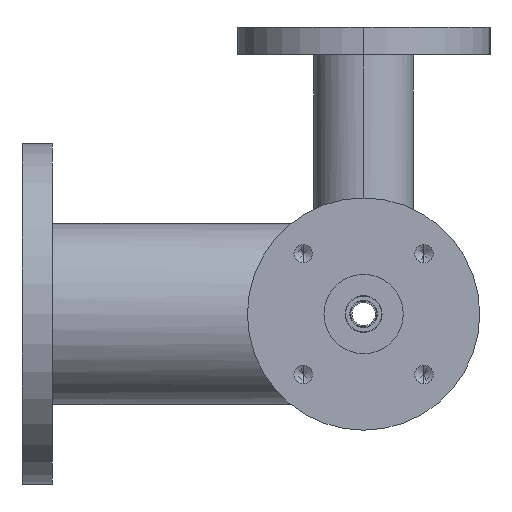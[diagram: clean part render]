
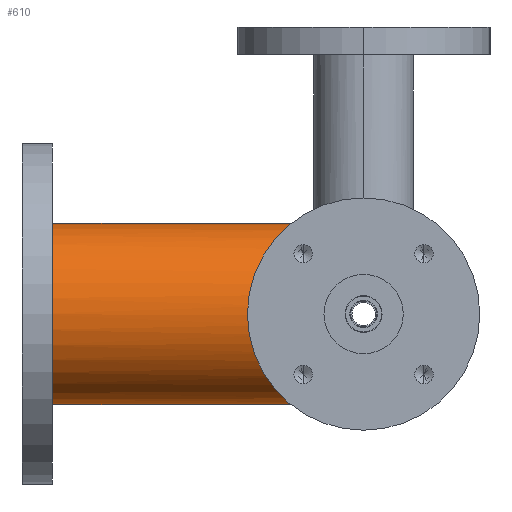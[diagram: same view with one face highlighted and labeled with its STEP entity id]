
A CAD part, left-side view. The second image highlights one B-rep face of the part: STEP entity #610.
In plain terms, the highlighted cylindrical face has radius 66.5 mm (diameter 133 mm), a partial arc.
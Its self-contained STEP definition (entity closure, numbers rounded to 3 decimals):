
#9 = DIRECTION ( 'NONE',  ( 0., -1., 0. ) ) ;
#293 = DIRECTION ( 'NONE',  ( 0., -1., 0. ) ) ;
#370 = CARTESIAN_POINT ( 'NONE',  ( -117.5, 245., -66.5 ) ) ;
#452 = VERTEX_POINT ( 'NONE', #576 ) ;
#576 = CARTESIAN_POINT ( 'NONE',  ( -117.5, 245., 66.5 ) ) ;
#610 = ADVANCED_FACE ( 'NONE', ( #6872 ), #4609, .T. ) ;
#806 = VECTOR ( 'NONE', #293, 1000. ) ;
#907 = ORIENTED_EDGE ( 'NONE', *, *, #4544, .F. ) ;
#928 = ORIENTED_EDGE ( 'NONE', *, *, #1903, .F. ) ;
#956 = CARTESIAN_POINT ( 'NONE',  ( -117.5, 245., -66.5 ) ) ;
#1103 = DIRECTION ( 'NONE',  ( -1., 0., 0. ) ) ;
#1133 = VERTEX_POINT ( 'NONE', #956 ) ;
#1198 = CARTESIAN_POINT ( 'NONE',  ( -117.5, 0., 66.5 ) ) ;
#1734 = CARTESIAN_POINT ( 'NONE',  ( -250.5, 133., 66.5 ) ) ;
#1903 = EDGE_CURVE ( 'NONE', #452, #9823, #4787, .T. ) ;
#2056 = ORIENTED_EDGE ( 'NONE', *, *, #7777, .T. ) ;
#2283 = AXIS2_PLACEMENT_3D ( 'NONE', #4946, #8061, #1103 ) ;
#2532 = CARTESIAN_POINT ( 'NONE',  ( -117.5, 0., 66.5 ) ) ;
#3063 = DIRECTION ( 'NONE',  ( 0., 0., -1. ) ) ;
#3421 = DIRECTION ( 'NONE',  ( 0., -1., 0. ) ) ;
#4467 = AXIS2_PLACEMENT_3D ( 'NONE', #9017, #9, #3063 ) ;
#4544 = EDGE_CURVE ( 'NONE', #1133, #452, #9641, .T. ) ;
#4609 = CYLINDRICAL_SURFACE ( 'NONE', #4467, 66.5 ) ;
#4787 = LINE ( 'NONE', #7153, #806 ) ;
#4788 = CARTESIAN_POINT ( 'NONE',  ( -250.5, 133., -66.5 ) ) ;
#4946 = CARTESIAN_POINT ( 'NONE',  ( -117.5, 245., 0. ) ) ;
#5198 = EDGE_CURVE ( 'NONE', #9823, #5608, #5616, .T. ) ;
#5608 = VERTEX_POINT ( 'NONE', #6107 ) ;
#5616 =( BOUNDED_CURVE ( )  B_SPLINE_CURVE ( 3, ( #1198, #1734, #4788, #9448 ),
 .UNSPECIFIED., .F., .T. ) 
 B_SPLINE_CURVE_WITH_KNOTS ( ( 4, 4 ),
 ( 1.571, 4.712 ),
 .UNSPECIFIED. ) 
 CURVE ( )  GEOMETRIC_REPRESENTATION_ITEM ( )  RATIONAL_B_SPLINE_CURVE ( ( 1., 0.333, 0.333, 1. ) ) 
 REPRESENTATION_ITEM ( '' )  );
#6107 = CARTESIAN_POINT ( 'NONE',  ( -117.5, 0., -66.5 ) ) ;
#6872 = FACE_OUTER_BOUND ( 'NONE', #8081, .T. ) ;
#7153 = CARTESIAN_POINT ( 'NONE',  ( -117.5, 245., 66.5 ) ) ;
#7777 = EDGE_CURVE ( 'NONE', #1133, #5608, #7868, .T. ) ;
#7852 = ORIENTED_EDGE ( 'NONE', *, *, #5198, .F. ) ;
#7868 = LINE ( 'NONE', #370, #8693 ) ;
#8061 = DIRECTION ( 'NONE',  ( 0., 1., 0. ) ) ;
#8081 = EDGE_LOOP ( 'NONE', ( #928, #907, #2056, #7852 ) ) ;
#8693 = VECTOR ( 'NONE', #3421, 1000. ) ;
#9017 = CARTESIAN_POINT ( 'NONE',  ( -117.5, 245., 0. ) ) ;
#9448 = CARTESIAN_POINT ( 'NONE',  ( -117.5, 0., -66.5 ) ) ;
#9641 = CIRCLE ( 'NONE', #2283, 66.5 ) ;
#9823 = VERTEX_POINT ( 'NONE', #2532 ) ;
